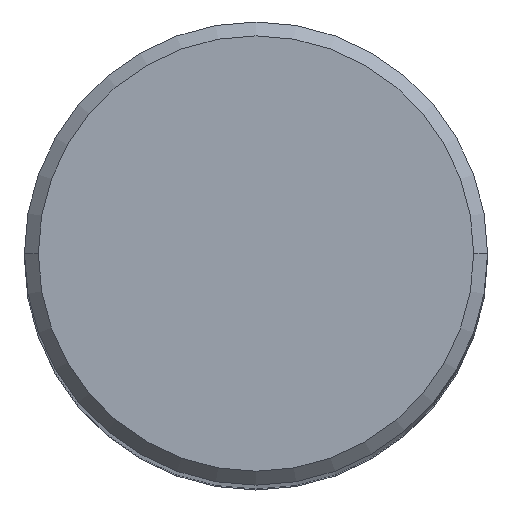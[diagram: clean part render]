
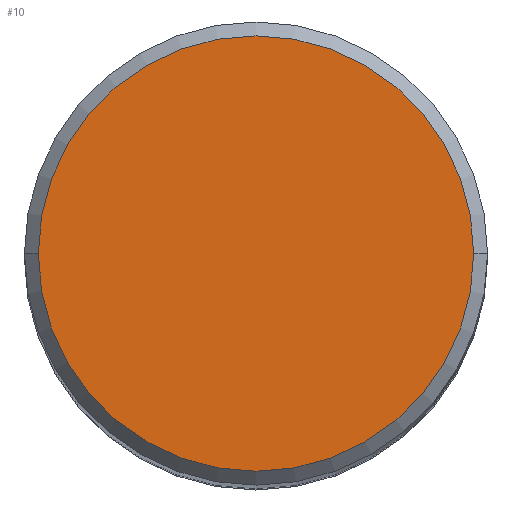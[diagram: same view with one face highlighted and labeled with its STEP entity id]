
A CAD part, top view. The second image highlights one B-rep face of the part: STEP entity #10.
In plain terms, the highlighted planar face has unit normal (0, 0, 1).
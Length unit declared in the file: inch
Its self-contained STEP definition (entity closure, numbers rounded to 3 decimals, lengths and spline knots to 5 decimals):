
#4 = EDGE_CURVE ( 'NONE', #183, #240, #267, .T. ) ;
#10 = ADVANCED_FACE ( 'NONE', ( #289 ), #372, .T. ) ;
#24 = CARTESIAN_POINT ( 'NONE',  ( 0., 0., 3. ) ) ;
#26 = CARTESIAN_POINT ( 'NONE',  ( 0., 0., 3. ) ) ;
#51 = DIRECTION ( 'NONE',  ( 0., 0., 1. ) ) ;
#60 = CARTESIAN_POINT ( 'NONE',  ( -0.235, 0., 3. ) ) ;
#66 = ORIENTED_EDGE ( 'NONE', *, *, #4, .T. ) ;
#90 = CARTESIAN_POINT ( 'NONE',  ( 0., 0., 3. ) ) ;
#107 = AXIS2_PLACEMENT_3D ( 'NONE', #24, #51, #141 ) ;
#119 = DIRECTION ( 'NONE',  ( 1., 0., 0. ) ) ;
#141 = DIRECTION ( 'NONE',  ( 1., 0., 0. ) ) ;
#145 = AXIS2_PLACEMENT_3D ( 'NONE', #90, #319, #119 ) ;
#147 = AXIS2_PLACEMENT_3D ( 'NONE', #26, #238, #341 ) ;
#183 = VERTEX_POINT ( 'NONE', #375 ) ;
#235 = EDGE_CURVE ( 'NONE', #240, #183, #361, .T. ) ;
#238 = DIRECTION ( 'NONE',  ( 0., 0., 1. ) ) ;
#240 = VERTEX_POINT ( 'NONE', #60 ) ;
#267 = CIRCLE ( 'NONE', #107, 0.235 ) ;
#287 = ORIENTED_EDGE ( 'NONE', *, *, #235, .T. ) ;
#289 = FACE_OUTER_BOUND ( 'NONE', #374, .T. ) ;
#319 = DIRECTION ( 'NONE',  ( 0., 0., 1. ) ) ;
#341 = DIRECTION ( 'NONE',  ( 1., 0., 0. ) ) ;
#361 = CIRCLE ( 'NONE', #145, 0.235 ) ;
#372 = PLANE ( 'NONE',  #147 ) ;
#374 = EDGE_LOOP ( 'NONE', ( #287, #66 ) ) ;
#375 = CARTESIAN_POINT ( 'NONE',  ( 0.235, 0., 3. ) ) ;
